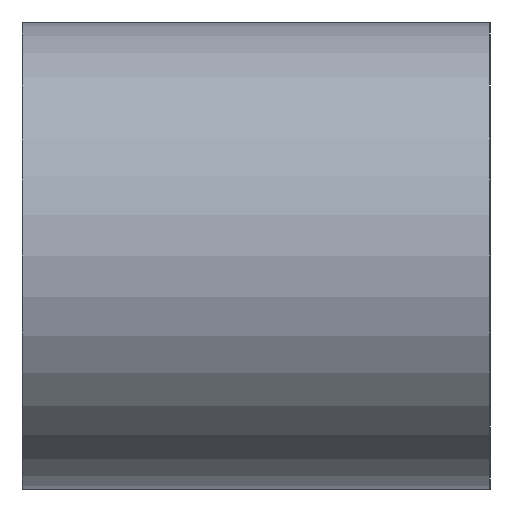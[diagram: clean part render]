
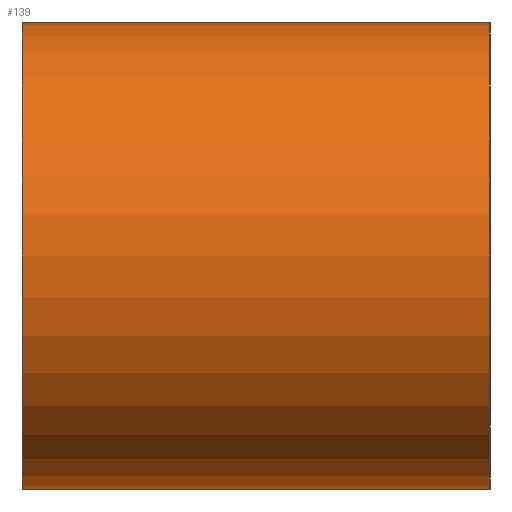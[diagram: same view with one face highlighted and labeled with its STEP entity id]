
A CAD part, left-side view. The second image highlights one B-rep face of the part: STEP entity #139.
In plain terms, the highlighted cylindrical face has radius 15 mm (diameter 30 mm), a full revolution.
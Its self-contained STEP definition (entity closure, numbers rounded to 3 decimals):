
#19=FACE_BOUND('',#39,.T.);
#25=B_SPLINE_CURVE_WITH_KNOTS('',3,(#229,#230,#231,#232,#233,#234,#235,
#236,#237,#238,#239,#240,#241,#242,#243,#244,#245,#246,#247,#248,#249,#250,
#251,#252,#253,#254),.UNSPECIFIED.,.F.,.F.,(4,2,2,2,2,2,2,2,2,2,2,2,4),
(0.,0.289,0.577,0.865,1.153,
1.441,1.729,2.018,2.306,2.595,
2.884,3.172,3.46),.UNSPECIFIED.);
#26=B_SPLINE_CURVE_WITH_KNOTS('',3,(#255,#256,#257,#258,#259,#260,#261,
#262,#263,#264),.UNSPECIFIED.,.F.,.F.,(4,2,2,2,4),(3.46,3.747,
4.035,4.324,4.613),.UNSPECIFIED.);
#29=FACE_OUTER_BOUND('',#38,.T.);
#38=EDGE_LOOP('',(#100,#101,#102,#103));
#39=EDGE_LOOP('',(#104,#105));
#53=LINE('',#225,#58);
#58=VECTOR('',#185,15.);
#63=CIRCLE('',#163,15.);
#64=CIRCLE('',#164,15.);
#71=VERTEX_POINT('',#222);
#72=VERTEX_POINT('',#224);
#73=VERTEX_POINT('',#227);
#74=VERTEX_POINT('',#228);
#83=EDGE_CURVE('',#71,#71,#63,.T.);
#84=EDGE_CURVE('',#71,#72,#53,.T.);
#85=EDGE_CURVE('',#72,#72,#64,.T.);
#86=EDGE_CURVE('',#73,#74,#25,.T.);
#87=EDGE_CURVE('',#74,#73,#26,.T.);
#100=ORIENTED_EDGE('',*,*,#83,.T.);
#101=ORIENTED_EDGE('',*,*,#84,.T.);
#102=ORIENTED_EDGE('',*,*,#85,.T.);
#103=ORIENTED_EDGE('',*,*,#84,.F.);
#104=ORIENTED_EDGE('',*,*,#86,.T.);
#105=ORIENTED_EDGE('',*,*,#87,.T.);
#134=CYLINDRICAL_SURFACE('',#162,15.);
#139=ADVANCED_FACE('',(#29,#19),#134,.T.);
#162=AXIS2_PLACEMENT_3D('',#221,#181,#182);
#163=AXIS2_PLACEMENT_3D('',#223,#183,#184);
#164=AXIS2_PLACEMENT_3D('',#226,#186,#187);
#181=DIRECTION('center_axis',(0.,1.,0.));
#182=DIRECTION('ref_axis',(1.,0.,0.));
#183=DIRECTION('center_axis',(0.,1.,0.));
#184=DIRECTION('ref_axis',(1.,0.,0.));
#185=DIRECTION('',(0.,1.,0.));
#186=DIRECTION('center_axis',(0.,-1.,0.));
#187=DIRECTION('ref_axis',(1.,0.,0.));
#221=CARTESIAN_POINT('Origin',(-950.,-1168.267,326.8));
#222=CARTESIAN_POINT('',(-965.,-1183.267,326.8));
#223=CARTESIAN_POINT('Origin',(-950.,-1183.267,326.8));
#224=CARTESIAN_POINT('',(-965.,-1153.267,326.8));
#225=CARTESIAN_POINT('',(-965.,-1168.267,326.8));
#226=CARTESIAN_POINT('Origin',(-950.,-1153.267,326.8));
#227=CARTESIAN_POINT('',(-937.01,-1168.267,334.3));
#228=CARTESIAN_POINT('',(-935.,-1175.767,326.8));
#229=CARTESIAN_POINT('Ctrl Pts',(-937.01,-1168.267,334.3));
#230=CARTESIAN_POINT('Ctrl Pts',(-937.01,-1167.305,334.3));
#231=CARTESIAN_POINT('Ctrl Pts',(-936.891,-1166.293,334.104));
#232=CARTESIAN_POINT('Ctrl Pts',(-936.491,-1164.453,333.334));
#233=CARTESIAN_POINT('Ctrl Pts',(-936.217,-1163.621,332.761));
#234=CARTESIAN_POINT('Ctrl Pts',(-935.721,-1162.308,331.448));
#235=CARTESIAN_POINT('Ctrl Pts',(-935.463,-1161.733,330.616));
#236=CARTESIAN_POINT('Ctrl Pts',(-935.101,-1160.962,328.772));
#237=CARTESIAN_POINT('Ctrl Pts',(-935.,-1160.767,327.76));
#238=CARTESIAN_POINT('Ctrl Pts',(-935.,-1160.767,325.84));
#239=CARTESIAN_POINT('Ctrl Pts',(-935.101,-1160.962,324.828));
#240=CARTESIAN_POINT('Ctrl Pts',(-935.463,-1161.733,322.984));
#241=CARTESIAN_POINT('Ctrl Pts',(-935.721,-1162.308,322.152));
#242=CARTESIAN_POINT('Ctrl Pts',(-936.217,-1163.621,320.839));
#243=CARTESIAN_POINT('Ctrl Pts',(-936.491,-1164.453,320.266));
#244=CARTESIAN_POINT('Ctrl Pts',(-936.891,-1166.293,319.496));
#245=CARTESIAN_POINT('Ctrl Pts',(-937.01,-1167.305,319.3));
#246=CARTESIAN_POINT('Ctrl Pts',(-937.01,-1169.229,319.3));
#247=CARTESIAN_POINT('Ctrl Pts',(-936.891,-1170.241,319.496));
#248=CARTESIAN_POINT('Ctrl Pts',(-936.491,-1172.081,320.266));
#249=CARTESIAN_POINT('Ctrl Pts',(-936.217,-1172.913,320.839));
#250=CARTESIAN_POINT('Ctrl Pts',(-935.721,-1174.226,322.152));
#251=CARTESIAN_POINT('Ctrl Pts',(-935.463,-1174.801,322.984));
#252=CARTESIAN_POINT('Ctrl Pts',(-935.101,-1175.572,324.828));
#253=CARTESIAN_POINT('Ctrl Pts',(-935.,-1175.767,325.84));
#254=CARTESIAN_POINT('Ctrl Pts',(-935.,-1175.767,326.8));
#255=CARTESIAN_POINT('Ctrl Pts',(-935.,-1175.767,326.8));
#256=CARTESIAN_POINT('Ctrl Pts',(-935.,-1175.767,327.76));
#257=CARTESIAN_POINT('Ctrl Pts',(-935.101,-1175.572,328.772));
#258=CARTESIAN_POINT('Ctrl Pts',(-935.463,-1174.801,330.616));
#259=CARTESIAN_POINT('Ctrl Pts',(-935.721,-1174.226,331.448));
#260=CARTESIAN_POINT('Ctrl Pts',(-936.217,-1172.913,332.761));
#261=CARTESIAN_POINT('Ctrl Pts',(-936.491,-1172.081,333.334));
#262=CARTESIAN_POINT('Ctrl Pts',(-936.891,-1170.241,334.104));
#263=CARTESIAN_POINT('Ctrl Pts',(-937.01,-1169.229,334.3));
#264=CARTESIAN_POINT('Ctrl Pts',(-937.01,-1168.267,334.3));
